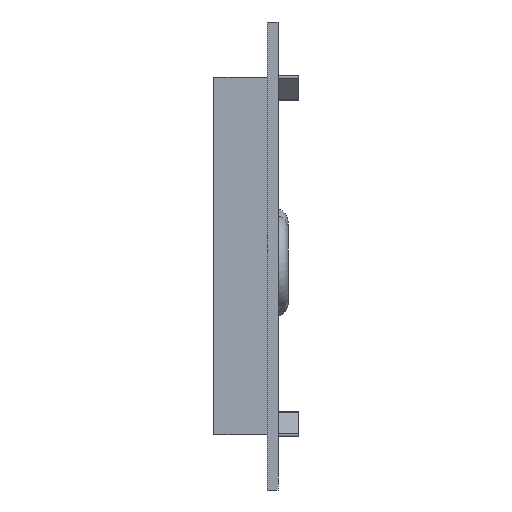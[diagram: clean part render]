
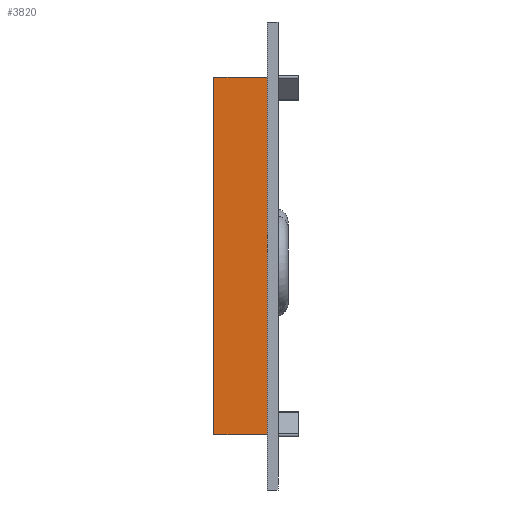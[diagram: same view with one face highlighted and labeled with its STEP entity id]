
A CAD part, left-side view. The second image highlights one B-rep face of the part: STEP entity #3820.
In plain terms, the highlighted planar face has unit normal (-1, 0, 0).
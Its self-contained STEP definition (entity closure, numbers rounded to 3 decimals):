
#428 = FACE_OUTER_BOUND ( 'NONE', #2513, .T. ) ;
#1273 = DIRECTION ( 'NONE',  ( 0., -1., 0. ) ) ;
#1435 = VERTEX_POINT ( 'NONE', #15969 ) ;
#2513 = EDGE_LOOP ( 'NONE', ( #13435, #4460, #16155, #4029 ) ) ;
#2761 = VERTEX_POINT ( 'NONE', #4986 ) ;
#2888 = EDGE_CURVE ( 'NONE', #1435, #7094, #6924, .T. ) ;
#3043 = AXIS2_PLACEMENT_3D ( 'NONE', #6948, #3335, #4422 ) ;
#3335 = DIRECTION ( 'NONE',  ( 1., 0., 0. ) ) ;
#3820 = ADVANCED_FACE ( 'NONE', ( #428 ), #16115, .F. ) ;
#4029 = ORIENTED_EDGE ( 'NONE', *, *, #16121, .T. ) ;
#4056 = CARTESIAN_POINT ( 'NONE',  ( -43.5, 9.6, 26.75 ) ) ;
#4422 = DIRECTION ( 'NONE',  ( 0., 0., -1. ) ) ;
#4460 = ORIENTED_EDGE ( 'NONE', *, *, #5956, .F. ) ;
#4526 = CARTESIAN_POINT ( 'NONE',  ( -43.5, 1.6, -26.75 ) ) ;
#4684 = DIRECTION ( 'NONE',  ( 0., 0., 1. ) ) ;
#4936 = LINE ( 'NONE', #7478, #7427 ) ;
#4986 = CARTESIAN_POINT ( 'NONE',  ( -43.5, 1.6, -26.75 ) ) ;
#5377 = VECTOR ( 'NONE', #10817, 1000. ) ;
#5727 = VERTEX_POINT ( 'NONE', #7277 ) ;
#5956 = EDGE_CURVE ( 'NONE', #7094, #5727, #10904, .T. ) ;
#6236 = DIRECTION ( 'NONE',  ( 0., -1., 0. ) ) ;
#6924 = LINE ( 'NONE', #10893, #5377 ) ;
#6948 = CARTESIAN_POINT ( 'NONE',  ( -43.5, 9.6, -26.75 ) ) ;
#7094 = VERTEX_POINT ( 'NONE', #4056 ) ;
#7277 = CARTESIAN_POINT ( 'NONE',  ( -43.5, 1.6, 26.75 ) ) ;
#7427 = VECTOR ( 'NONE', #1273, 1000. ) ;
#7478 = CARTESIAN_POINT ( 'NONE',  ( -43.5, 9.6, -26.75 ) ) ;
#10123 = VECTOR ( 'NONE', #4684, 1000. ) ;
#10817 = DIRECTION ( 'NONE',  ( 0., 0., 1. ) ) ;
#10893 = CARTESIAN_POINT ( 'NONE',  ( -43.5, 9.6, -26.75 ) ) ;
#10904 = LINE ( 'NONE', #13881, #15698 ) ;
#11099 = LINE ( 'NONE', #4526, #10123 ) ;
#13435 = ORIENTED_EDGE ( 'NONE', *, *, #15429, .T. ) ;
#13881 = CARTESIAN_POINT ( 'NONE',  ( -43.5, 9.6, 26.75 ) ) ;
#15429 = EDGE_CURVE ( 'NONE', #2761, #5727, #11099, .T. ) ;
#15698 = VECTOR ( 'NONE', #6236, 1000. ) ;
#15969 = CARTESIAN_POINT ( 'NONE',  ( -43.5, 9.6, -26.75 ) ) ;
#16115 = PLANE ( 'NONE',  #3043 ) ;
#16121 = EDGE_CURVE ( 'NONE', #1435, #2761, #4936, .T. ) ;
#16155 = ORIENTED_EDGE ( 'NONE', *, *, #2888, .F. ) ;
